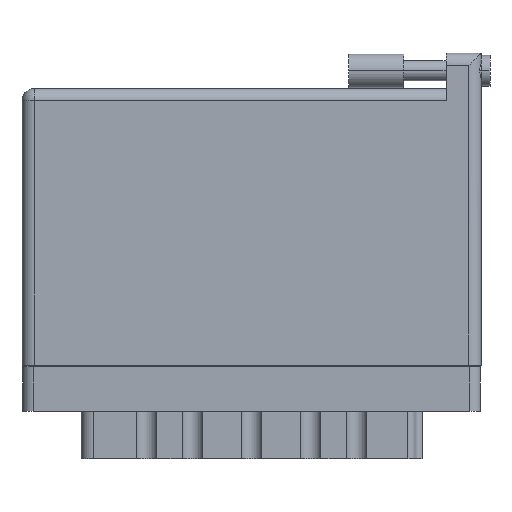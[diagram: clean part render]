
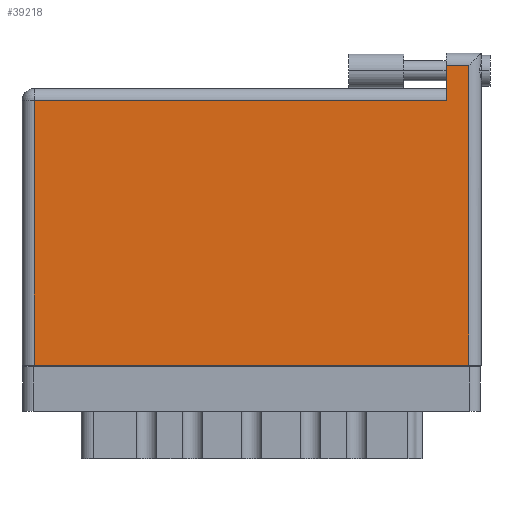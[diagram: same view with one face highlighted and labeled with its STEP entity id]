
A CAD part, front view. The second image highlights one B-rep face of the part: STEP entity #39218.
In plain terms, the highlighted face is planar.
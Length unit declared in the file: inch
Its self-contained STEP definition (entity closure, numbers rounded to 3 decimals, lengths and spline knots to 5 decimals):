
#1268 = CARTESIAN_POINT ( 'NONE',  ( 2.53, 1.766, 0. ) ) ;
#2368 = CARTESIAN_POINT ( 'NONE',  ( 0., 1.496, 0. ) ) ;
#3196 = VERTEX_POINT ( 'NONE', #41225 ) ;
#3739 = VECTOR ( 'NONE', #24475, 39.37008 ) ;
#6598 = DIRECTION ( 'NONE',  ( 0., -1., 0. ) ) ;
#6753 = CARTESIAN_POINT ( 'NONE',  ( 0.07, 0., 0. ) ) ;
#7496 = CARTESIAN_POINT ( 'NONE',  ( 0., 1.566, 0. ) ) ;
#7828 = DIRECTION ( 'NONE',  ( 0., 0., -1. ) ) ;
#9868 = VECTOR ( 'NONE', #27902, 39.37008 ) ;
#11407 = FACE_OUTER_BOUND ( 'NONE', #39629, .T. ) ;
#12388 = EDGE_CURVE ( 'NONE', #47314, #35545, #15902, .T. ) ;
#12994 = CARTESIAN_POINT ( 'NONE',  ( 0., 0., 0. ) ) ;
#15093 = CARTESIAN_POINT ( 'NONE',  ( 0.07, 0., 0. ) ) ;
#15902 = LINE ( 'NONE', #6753, #47466 ) ;
#16411 = VERTEX_POINT ( 'NONE', #41991 ) ;
#16496 = CARTESIAN_POINT ( 'NONE',  ( 2.403, 1.696, 0. ) ) ;
#16500 = ORIENTED_EDGE ( 'NONE', *, *, #47273, .T. ) ;
#16666 = VERTEX_POINT ( 'NONE', #16496 ) ;
#17824 = EDGE_CURVE ( 'NONE', #3196, #47314, #42797, .T. ) ;
#17969 = ORIENTED_EDGE ( 'NONE', *, *, #32836, .T. ) ;
#19120 = ORIENTED_EDGE ( 'NONE', *, *, #44726, .T. ) ;
#20972 = ORIENTED_EDGE ( 'NONE', *, *, #17824, .T. ) ;
#21291 = VERTEX_POINT ( 'NONE', #45933 ) ;
#22566 = VECTOR ( 'NONE', #32821, 39.37008 ) ;
#24475 = DIRECTION ( 'NONE',  ( 1., 0., 0. ) ) ;
#25770 = LINE ( 'NONE', #12994, #3739 ) ;
#27902 = DIRECTION ( 'NONE',  ( 0., 1., 0. ) ) ;
#28464 = CARTESIAN_POINT ( 'NONE',  ( 0., 1.696, 0. ) ) ;
#29354 = DIRECTION ( 'NONE',  ( 0., -1., 0. ) ) ;
#30003 = VECTOR ( 'NONE', #47431, 39.37008 ) ;
#31326 = LINE ( 'NONE', #1268, #9868 ) ;
#32821 = DIRECTION ( 'NONE',  ( -1., 0., 0. ) ) ;
#32836 = EDGE_CURVE ( 'NONE', #16666, #3196, #40185, .T. ) ;
#33356 = EDGE_CURVE ( 'NONE', #21291, #16666, #37182, .T. ) ;
#33842 = PLANE ( 'NONE',  #41825 ) ;
#35545 = VERTEX_POINT ( 'NONE', #15093 ) ;
#36880 = CARTESIAN_POINT ( 'NONE',  ( 2.403, 1.766, 0. ) ) ;
#37182 = LINE ( 'NONE', #28464, #30003 ) ;
#39218 = ADVANCED_FACE ( 'NONE', ( #11407 ), #33842, .F. ) ;
#39629 = EDGE_LOOP ( 'NONE', ( #19120, #16500, #46176, #17969, #20972, #44032 ) ) ;
#40185 = LINE ( 'NONE', #36880, #43745 ) ;
#41225 = CARTESIAN_POINT ( 'NONE',  ( 2.403, 1.496, 0. ) ) ;
#41825 = AXIS2_PLACEMENT_3D ( 'NONE', #7496, #7828, #45801 ) ;
#41991 = CARTESIAN_POINT ( 'NONE',  ( 2.53, 0., 0. ) ) ;
#42797 = LINE ( 'NONE', #2368, #22566 ) ;
#43745 = VECTOR ( 'NONE', #29354, 39.37008 ) ;
#44032 = ORIENTED_EDGE ( 'NONE', *, *, #12388, .T. ) ;
#44726 = EDGE_CURVE ( 'NONE', #35545, #16411, #25770, .T. ) ;
#45801 = DIRECTION ( 'NONE',  ( -1., 0., 0. ) ) ;
#45933 = CARTESIAN_POINT ( 'NONE',  ( 2.53, 1.696, 0. ) ) ;
#46176 = ORIENTED_EDGE ( 'NONE', *, *, #33356, .T. ) ;
#47273 = EDGE_CURVE ( 'NONE', #16411, #21291, #31326, .T. ) ;
#47314 = VERTEX_POINT ( 'NONE', #47668 ) ;
#47431 = DIRECTION ( 'NONE',  ( -1., 0., 0. ) ) ;
#47466 = VECTOR ( 'NONE', #6598, 39.37008 ) ;
#47668 = CARTESIAN_POINT ( 'NONE',  ( 0.07, 1.496, 0. ) ) ;
